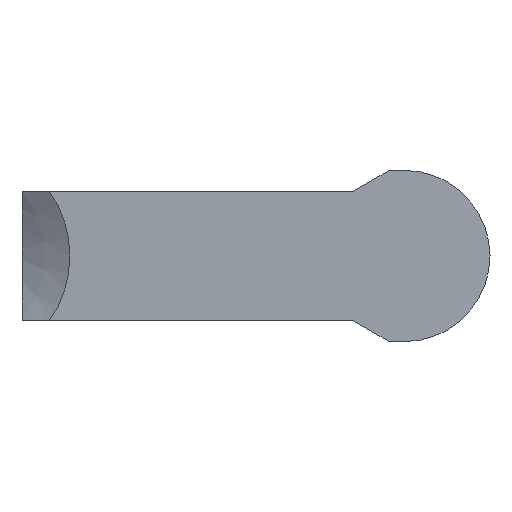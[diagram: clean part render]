
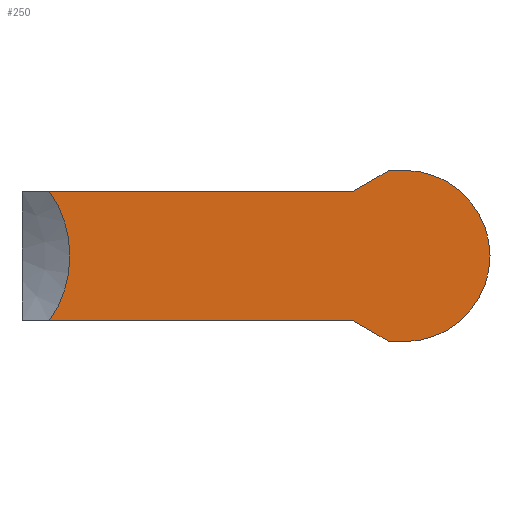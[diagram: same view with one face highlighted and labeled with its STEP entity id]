
A CAD part, front view. The second image highlights one B-rep face of the part: STEP entity #250.
In plain terms, the highlighted planar face has unit normal (0, -1, 0).
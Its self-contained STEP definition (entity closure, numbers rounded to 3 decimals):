
#2 = VERTEX_POINT ( 'NONE', #216 ) ;
#28 = VECTOR ( 'NONE', #128, 1000. ) ;
#32 = CARTESIAN_POINT ( 'NONE',  ( -1.849, 0., 2.35 ) ) ;
#45 = LINE ( 'NONE', #147, #219 ) ;
#58 = DIRECTION ( 'NONE',  ( -0.866, 0., -0.5 ) ) ;
#71 = VECTOR ( 'NONE', #416, 1000. ) ;
#78 = VERTEX_POINT ( 'NONE', #110 ) ;
#81 = CARTESIAN_POINT ( 'NONE',  ( -16.2, 0., 0. ) ) ;
#94 = DIRECTION ( 'NONE',  ( 0., 0., 1. ) ) ;
#104 = VECTOR ( 'NONE', #339, 1000. ) ;
#110 = CARTESIAN_POINT ( 'NONE',  ( -12.862, 0., 2.35 ) ) ;
#124 = LINE ( 'NONE', #452, #283 ) ;
#128 = DIRECTION ( 'NONE',  ( 1., 0., 0. ) ) ;
#135 = DIRECTION ( 'NONE',  ( -1., 0., 0. ) ) ;
#138 = DIRECTION ( 'NONE',  ( 1., 0., 0. ) ) ;
#147 = CARTESIAN_POINT ( 'NONE',  ( -13.85, 0., 2.35 ) ) ;
#156 = ORIENTED_EDGE ( 'NONE', *, *, #415, .F. ) ;
#161 = AXIS2_PLACEMENT_3D ( 'NONE', #395, #291, #192 ) ;
#179 = CARTESIAN_POINT ( 'NONE',  ( -2.05, 0., -3.1 ) ) ;
#192 = DIRECTION ( 'NONE',  ( 0., 0., 1. ) ) ;
#197 = EDGE_CURVE ( 'NONE', #2, #388, #234, .T. ) ;
#211 = VECTOR ( 'NONE', #58, 1000. ) ;
#214 = CARTESIAN_POINT ( 'NONE',  ( -0.55, 0., 3.1 ) ) ;
#216 = CARTESIAN_POINT ( 'NONE',  ( -0.55, 0., -3.1 ) ) ;
#219 = VECTOR ( 'NONE', #138, 1000. ) ;
#220 = CARTESIAN_POINT ( 'NONE',  ( -0.55, 0., 3.1 ) ) ;
#234 = LINE ( 'NONE', #179, #28 ) ;
#238 = PLANE ( 'NONE',  #161 ) ;
#244 = LINE ( 'NONE', #549, #104 ) ;
#250 = ADVANCED_FACE ( 'NONE', ( #308 ), #238, .F. ) ;
#251 = CARTESIAN_POINT ( 'NONE',  ( 0., 0., 3.1 ) ) ;
#267 = EDGE_CURVE ( 'NONE', #604, #2, #244, .T. ) ;
#274 = ORIENTED_EDGE ( 'NONE', *, *, #267, .T. ) ;
#276 = CARTESIAN_POINT ( 'NONE',  ( 0., 0., 0. ) ) ;
#283 = VECTOR ( 'NONE', #135, 1000. ) ;
#284 = VERTEX_POINT ( 'NONE', #546 ) ;
#291 = DIRECTION ( 'NONE',  ( 0., 1., 0. ) ) ;
#304 = CIRCLE ( 'NONE', #528, 3.1 ) ;
#305 = ORIENTED_EDGE ( 'NONE', *, *, #197, .T. ) ;
#308 = FACE_OUTER_BOUND ( 'NONE', #500, .T. ) ;
#321 = ORIENTED_EDGE ( 'NONE', *, *, #571, .F. ) ;
#323 = DIRECTION ( 'NONE',  ( 0., 0., -1. ) ) ;
#335 = CIRCLE ( 'NONE', #628, 4.082 ) ;
#339 = DIRECTION ( 'NONE',  ( 0.866, 0., -0.5 ) ) ;
#387 = CARTESIAN_POINT ( 'NONE',  ( 0., 0., -3.1 ) ) ;
#388 = VERTEX_POINT ( 'NONE', #387 ) ;
#395 = CARTESIAN_POINT ( 'NONE',  ( 0., 0., 0. ) ) ;
#399 = ORIENTED_EDGE ( 'NONE', *, *, #607, .T. ) ;
#415 = EDGE_CURVE ( 'NONE', #284, #78, #335, .T. ) ;
#416 = DIRECTION ( 'NONE',  ( -1., 0., 0. ) ) ;
#422 = CARTESIAN_POINT ( 'NONE',  ( 0., 0., 3.1 ) ) ;
#433 = DIRECTION ( 'NONE',  ( 0., -1., 0. ) ) ;
#442 = VERTEX_POINT ( 'NONE', #251 ) ;
#452 = CARTESIAN_POINT ( 'NONE',  ( 0., 0., -2.35 ) ) ;
#468 = CARTESIAN_POINT ( 'NONE',  ( -1.849, 0., -2.35 ) ) ;
#477 = VERTEX_POINT ( 'NONE', #220 ) ;
#483 = LINE ( 'NONE', #422, #71 ) ;
#500 = EDGE_LOOP ( 'NONE', ( #321, #274, #305, #516, #601, #399, #547, #156 ) ) ;
#516 = ORIENTED_EDGE ( 'NONE', *, *, #579, .T. ) ;
#526 = EDGE_CURVE ( 'NONE', #78, #562, #45, .T. ) ;
#528 = AXIS2_PLACEMENT_3D ( 'NONE', #276, #433, #323 ) ;
#533 = LINE ( 'NONE', #214, #211 ) ;
#546 = CARTESIAN_POINT ( 'NONE',  ( -12.862, 0., -2.35 ) ) ;
#547 = ORIENTED_EDGE ( 'NONE', *, *, #526, .F. ) ;
#549 = CARTESIAN_POINT ( 'NONE',  ( -2.05, 0., -2.234 ) ) ;
#562 = VERTEX_POINT ( 'NONE', #32 ) ;
#571 = EDGE_CURVE ( 'NONE', #604, #284, #124, .T. ) ;
#579 = EDGE_CURVE ( 'NONE', #388, #442, #304, .T. ) ;
#601 = ORIENTED_EDGE ( 'NONE', *, *, #640, .T. ) ;
#604 = VERTEX_POINT ( 'NONE', #468 ) ;
#607 = EDGE_CURVE ( 'NONE', #477, #562, #533, .T. ) ;
#628 = AXIS2_PLACEMENT_3D ( 'NONE', #81, #653, #94 ) ;
#640 = EDGE_CURVE ( 'NONE', #442, #477, #483, .T. ) ;
#653 = DIRECTION ( 'NONE',  ( 0., -1., 0. ) ) ;
